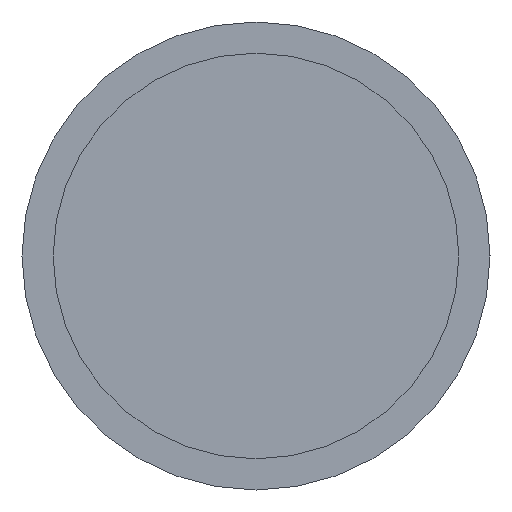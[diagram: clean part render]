
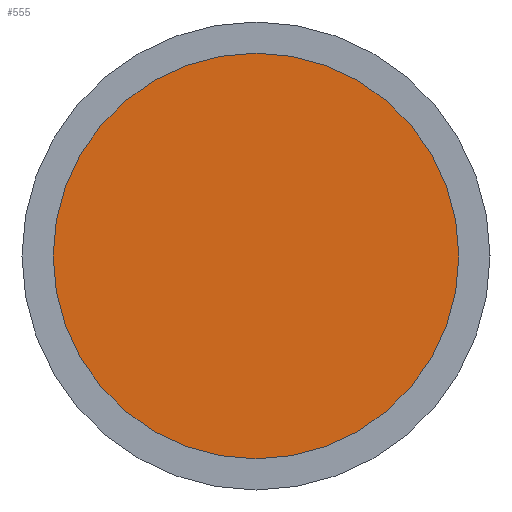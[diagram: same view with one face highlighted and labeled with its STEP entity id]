
A CAD part, left-side view. The second image highlights one B-rep face of the part: STEP entity #555.
In plain terms, the highlighted planar face has unit normal (-1, 0, 0).
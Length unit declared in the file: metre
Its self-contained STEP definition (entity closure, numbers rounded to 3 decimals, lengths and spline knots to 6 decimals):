
#477 = CYLINDRICAL_SURFACE('',#478,2600.);
#478 = AXIS2_PLACEMENT_3D('',#479,#480,#481);
#479 = CARTESIAN_POINT('',(-4900.,0.,0.));
#480 = DIRECTION('',(1.,0.,0.));
#481 = DIRECTION('',(0.,0.,-1.));
#502 = VERTEX_POINT('',#503);
#503 = CARTESIAN_POINT('',(-4900.,0.,-2600.));
#524 = EDGE_CURVE('',#502,#502,#525,.T.);
#525 = SURFACE_CURVE('',#526,(#531,#538),.PCURVE_S1.);
#526 = CIRCLE('',#527,2600.);
#527 = AXIS2_PLACEMENT_3D('',#528,#529,#530);
#528 = CARTESIAN_POINT('',(-4900.,0.,0.));
#529 = DIRECTION('',(1.,-0.,0.));
#530 = DIRECTION('',(0.,0.,-1.));
#531 = PCURVE('',#477,#532);
#532 = DEFINITIONAL_REPRESENTATION('',(#533),#537);
#533 = LINE('',#534,#535);
#534 = CARTESIAN_POINT('',(0.,0.));
#535 = VECTOR('',#536,1.);
#536 = DIRECTION('',(1.,0.));
#537 = ( GEOMETRIC_REPRESENTATION_CONTEXT(2) 
PARAMETRIC_REPRESENTATION_CONTEXT() REPRESENTATION_CONTEXT('2D SPACE',''
  ) );
#538 = PCURVE('',#539,#544);
#539 = PLANE('',#540);
#540 = AXIS2_PLACEMENT_3D('',#541,#542,#543);
#541 = CARTESIAN_POINT('',(-4900.,0.,0.));
#542 = DIRECTION('',(1.,0.,0.));
#543 = DIRECTION('',(0.,0.,-1.));
#544 = DEFINITIONAL_REPRESENTATION('',(#545),#549);
#545 = CIRCLE('',#546,2600.);
#546 = AXIS2_PLACEMENT_2D('',#547,#548);
#547 = CARTESIAN_POINT('',(0.,0.));
#548 = DIRECTION('',(1.,0.));
#549 = ( GEOMETRIC_REPRESENTATION_CONTEXT(2) 
PARAMETRIC_REPRESENTATION_CONTEXT() REPRESENTATION_CONTEXT('2D SPACE',''
  ) );
#555 = ADVANCED_FACE('',(#556),#539,.F.);
#556 = FACE_BOUND('',#557,.T.);
#557 = EDGE_LOOP('',(#558));
#558 = ORIENTED_EDGE('',*,*,#524,.F.);
